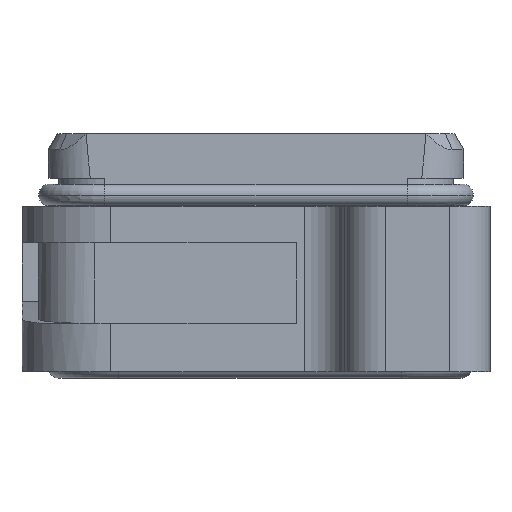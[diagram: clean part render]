
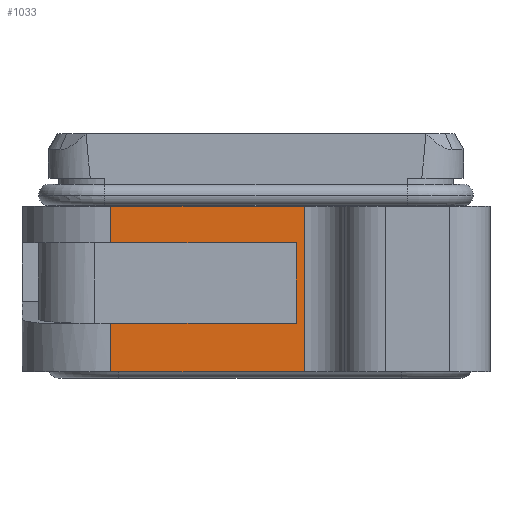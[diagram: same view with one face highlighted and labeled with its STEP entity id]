
A CAD part, front view. The second image highlights one B-rep face of the part: STEP entity #1033.
In plain terms, the highlighted planar face has unit normal (0, -1, 0).
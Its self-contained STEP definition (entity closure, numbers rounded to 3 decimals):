
#990=AXIS2_PLACEMENT_3D('Plane Axis2P3D',#987,#988,#989) ;
#273=CARTESIAN_POINT('Vertex',(35.,17.5,0.8)) ;
#276=CARTESIAN_POINT('Line Origine',(23.,17.5,0.8)) ;
#280=CARTESIAN_POINT('Vertex',(11.,17.5,0.8)) ;
#572=CARTESIAN_POINT('Vertex',(35.,17.5,21.3)) ;
#672=CARTESIAN_POINT('Vertex',(11.,17.5,21.3)) ;
#675=CARTESIAN_POINT('Line Origine',(23.,17.5,21.3)) ;
#962=CARTESIAN_POINT('Vertex',(11.,17.5,6.8)) ;
#974=CARTESIAN_POINT('Line Origine',(11.,17.5,11.05)) ;
#987=CARTESIAN_POINT('Axis2P3D Location',(0.,17.5,0.8)) ;
#992=CARTESIAN_POINT('Line Origine',(11.,17.5,19.05)) ;
#996=CARTESIAN_POINT('Vertex',(11.,17.5,16.8)) ;
#999=CARTESIAN_POINT('Line Origine',(22.5,17.5,16.8)) ;
#1003=CARTESIAN_POINT('Vertex',(34.,17.5,16.8)) ;
#1006=CARTESIAN_POINT('Line Origine',(34.,17.5,11.8)) ;
#1010=CARTESIAN_POINT('Vertex',(34.,17.5,6.8)) ;
#1013=CARTESIAN_POINT('Line Origine',(22.5,17.5,6.8)) ;
#1018=CARTESIAN_POINT('Line Origine',(35.,17.5,11.05)) ;
#277=DIRECTION('Vector Direction',(1.,0.,0.)) ;
#676=DIRECTION('Vector Direction',(1.,0.,0.)) ;
#975=DIRECTION('Vector Direction',(0.,0.,1.)) ;
#988=DIRECTION('Axis2P3D Direction',(0.,-1.,0.)) ;
#989=DIRECTION('Axis2P3D XDirection',(1.,0.,0.)) ;
#993=DIRECTION('Vector Direction',(0.,0.,1.)) ;
#1000=DIRECTION('Vector Direction',(1.,0.,0.)) ;
#1007=DIRECTION('Vector Direction',(0.,0.,1.)) ;
#1014=DIRECTION('Vector Direction',(1.,0.,0.)) ;
#1019=DIRECTION('Vector Direction',(0.,0.,1.)) ;
#278=VECTOR('Line Direction',#277,1.) ;
#677=VECTOR('Line Direction',#676,1.) ;
#976=VECTOR('Line Direction',#975,1.) ;
#994=VECTOR('Line Direction',#993,1.) ;
#1001=VECTOR('Line Direction',#1000,1.) ;
#1008=VECTOR('Line Direction',#1007,1.) ;
#1015=VECTOR('Line Direction',#1014,1.) ;
#1020=VECTOR('Line Direction',#1019,1.) ;
#1024=ORIENTED_EDGE('',*,*,#679,.F.) ;
#1025=ORIENTED_EDGE('',*,*,#998,.F.) ;
#1026=ORIENTED_EDGE('',*,*,#1005,.F.) ;
#1027=ORIENTED_EDGE('',*,*,#1012,.F.) ;
#1028=ORIENTED_EDGE('',*,*,#1017,.T.) ;
#1029=ORIENTED_EDGE('',*,*,#978,.F.) ;
#1030=ORIENTED_EDGE('',*,*,#282,.T.) ;
#1031=ORIENTED_EDGE('',*,*,#1022,.F.) ;
#1033=ADVANCED_FACE('Brep With Voids',(#1032),#991,.T.) ;
#282=EDGE_CURVE('',#281,#274,#279,.T.) ;
#679=EDGE_CURVE('',#673,#573,#678,.T.) ;
#978=EDGE_CURVE('',#281,#963,#977,.T.) ;
#998=EDGE_CURVE('',#997,#673,#995,.T.) ;
#1005=EDGE_CURVE('',#1004,#997,#1002,.F.) ;
#1012=EDGE_CURVE('',#1011,#1004,#1009,.T.) ;
#1017=EDGE_CURVE('',#1011,#963,#1016,.F.) ;
#1022=EDGE_CURVE('',#573,#274,#1021,.F.) ;
#1023=EDGE_LOOP('',(#1024,#1025,#1026,#1027,#1028,#1029,#1030,#1031)) ;
#1032=FACE_OUTER_BOUND('',#1023,.T.) ;
#279=LINE('Line',#276,#278) ;
#678=LINE('Line',#675,#677) ;
#977=LINE('Line',#974,#976) ;
#995=LINE('Line',#992,#994) ;
#1002=LINE('Line',#999,#1001) ;
#1009=LINE('Line',#1006,#1008) ;
#1016=LINE('Line',#1013,#1015) ;
#1021=LINE('Line',#1018,#1020) ;
#991=PLANE('',#990) ;
#274=VERTEX_POINT('',#273) ;
#281=VERTEX_POINT('',#280) ;
#573=VERTEX_POINT('',#572) ;
#673=VERTEX_POINT('',#672) ;
#963=VERTEX_POINT('',#962) ;
#997=VERTEX_POINT('',#996) ;
#1004=VERTEX_POINT('',#1003) ;
#1011=VERTEX_POINT('',#1010) ;
